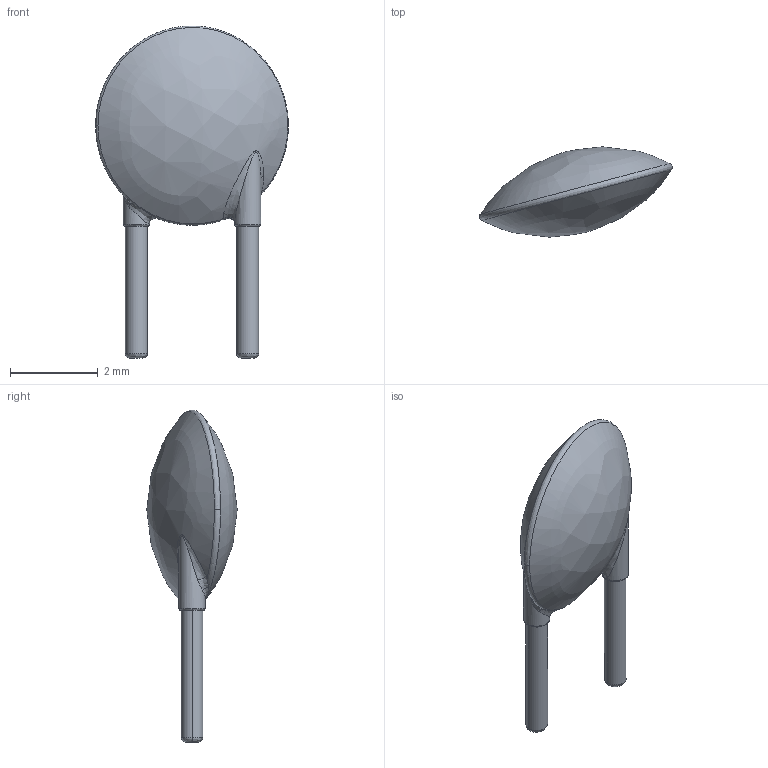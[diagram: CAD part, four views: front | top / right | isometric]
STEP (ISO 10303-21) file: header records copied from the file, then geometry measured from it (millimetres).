
FILE_DESCRIPTION(('FreeCAD Model'),'2;1');
FILE_NAME('Open CASCADE Shape Model','2024-02-23T08:33:21',('Author'),( ''),'Open CASCADE STEP processor 7.5','FreeCAD','Unknown');
FILE_SCHEMA(('AUTOMOTIVE_DESIGN { 1 0 10303 214 1 1 1 1 }'));
Length unit declared in the file: millimetre
Products named in the file (3): User Library-C025-020X045; Fillet002; Fillet003
Assembly tree (2 placements, depth 2):
  User Library-C025-020X045
    Fillet002
    Fillet003
Bounding box: 4.4 x 2.06 x 7.57 mm (x, y, z)
Volume: 18.6 mm3; surface area: 51.1 mm2
Topology: 3 solids, 3 shells, 35 faces, 115 edges, 205 vertices
Faces by surface type: bspline 21, cylinder 8, plane 6
Entity records: 8073 total; most frequent: CARTESIAN_POINT 6528, DIRECTION 181, ORIENTED_EDGE 148, PCURVE 148, DEFINITIONAL_REPRESENTATION 148, B_SPLINE_CURVE_WITH_KNOTS 132, EDGE_CURVE 74, SURFACE_CURVE 74
